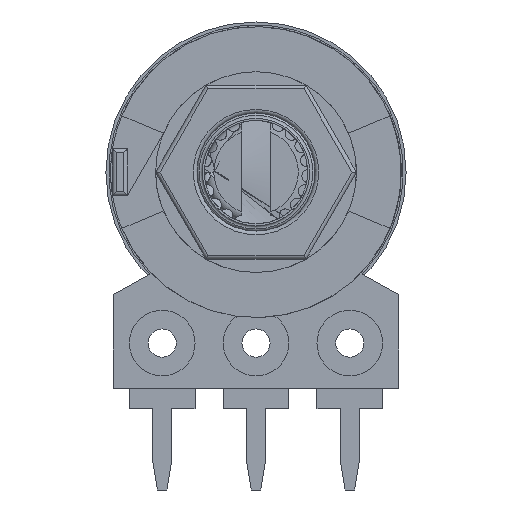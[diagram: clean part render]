
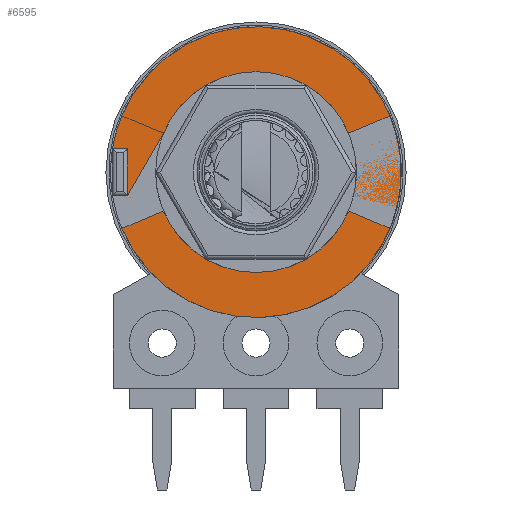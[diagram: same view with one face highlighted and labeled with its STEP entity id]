
A CAD part, left-side view. The second image highlights one B-rep face of the part: STEP entity #6595.
In plain terms, the highlighted planar face has unit normal (-1, 0, 0).
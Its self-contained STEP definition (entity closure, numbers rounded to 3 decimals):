
#6286 = VERTEX_POINT('',#6287);
#6287 = CARTESIAN_POINT('',(-2.2,7.649,14.25));
#6311 = VERTEX_POINT('',#6312);
#6312 = CARTESIAN_POINT('',(-2.2,7.649,11.75));
#6490 = EDGE_CURVE('',#6311,#6286,#6491,.T.);
#6491 = CIRCLE('',#6492,7.75);
#6492 = AXIS2_PLACEMENT_3D('',#6493,#6494,#6495);
#6493 = CARTESIAN_POINT('',(-2.2,0.,13.));
#6494 = DIRECTION('',(-1.,0.,0.));
#6495 = DIRECTION('',(0.,1.,0.));
#6595 = ADVANCED_FACE('',(#6596),#6605,.T.);
#6596 = FACE_BOUND('',#6597,.T.);
#6597 = EDGE_LOOP('',(#6598,#6604));
#6598 = ORIENTED_EDGE('',*,*,#6599,.T.);
#6599 = EDGE_CURVE('',#6311,#6286,#6600,.T.);
#6600 = LINE('',#6601,#6602);
#6601 = CARTESIAN_POINT('',(-2.2,7.649,11.75));
#6602 = VECTOR('',#6603,1.);
#6603 = DIRECTION('',(0.,0.,1.));
#6604 = ORIENTED_EDGE('',*,*,#6490,.T.);
#6605 = PLANE('',#6606);
#6606 = AXIS2_PLACEMENT_3D('',#6607,#6608,#6609);
#6607 = CARTESIAN_POINT('',(-2.2,0.,13.));
#6608 = DIRECTION('',(-1.,0.,0.));
#6609 = DIRECTION('',(0.,0.,-1.));
